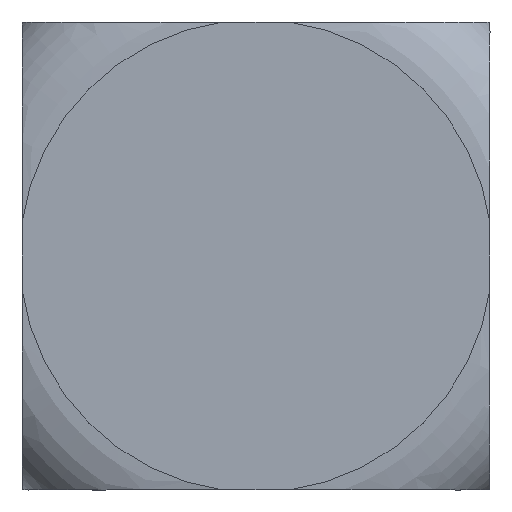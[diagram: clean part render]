
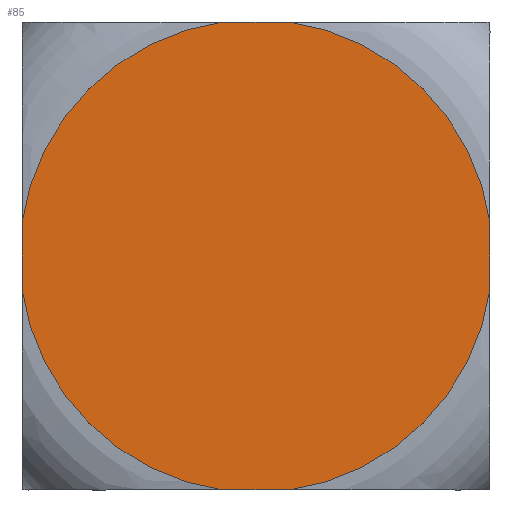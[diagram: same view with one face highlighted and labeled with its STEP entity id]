
A CAD part, left-side view. The second image highlights one B-rep face of the part: STEP entity #85.
In plain terms, the highlighted planar face has unit normal (-1, 0, 0).
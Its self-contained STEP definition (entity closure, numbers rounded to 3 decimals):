
#85 = ADVANCED_FACE( '', ( #171 ), #172, .F. );
#171 = FACE_OUTER_BOUND( '', #252, .T. );
#172 = PLANE( '', #253 );
#252 = EDGE_LOOP( '', ( #426, #427, #428, #429, #430, #431, #432, #433 ) );
#253 = AXIS2_PLACEMENT_3D( '', #434, #435, #436 );
#426 = ORIENTED_EDGE( '', *, *, #477, .F. );
#427 = ORIENTED_EDGE( '', *, *, #484, .F. );
#428 = ORIENTED_EDGE( '', *, *, #523, .F. );
#429 = ORIENTED_EDGE( '', *, *, #491, .F. );
#430 = ORIENTED_EDGE( '', *, *, #500, .F. );
#431 = ORIENTED_EDGE( '', *, *, #468, .F. );
#432 = ORIENTED_EDGE( '', *, *, #518, .F. );
#433 = ORIENTED_EDGE( '', *, *, #529, .F. );
#434 = CARTESIAN_POINT( '', ( 0., 0., 0. ) );
#435 = DIRECTION( '', ( 1., 0., 0. ) );
#436 = DIRECTION( '', ( 0., 0., -1. ) );
#468 = EDGE_CURVE( '', #546, #549, #550, .T. );
#477 = EDGE_CURVE( '', #563, #555, #565, .T. );
#484 = EDGE_CURVE( '', #573, #563, #575, .T. );
#491 = EDGE_CURVE( '', #585, #581, #587, .T. );
#500 = EDGE_CURVE( '', #549, #585, #600, .T. );
#518 = EDGE_CURVE( '', #624, #546, #626, .T. );
#523 = EDGE_CURVE( '', #581, #573, #631, .T. );
#529 = EDGE_CURVE( '', #555, #624, #638, .T. );
#546 = VERTEX_POINT( '', #657 );
#549 = VERTEX_POINT( '', #679 );
#550 = CIRCLE( '', #680, 9.09 );
#555 = VERTEX_POINT( '', #704 );
#563 = VERTEX_POINT( '', #734 );
#565 = LINE( '', #755, #756 );
#573 = VERTEX_POINT( '', #765 );
#575 = CIRCLE( '', #786, 9.09 );
#581 = VERTEX_POINT( '', #792 );
#585 = VERTEX_POINT( '', #815 );
#587 = CIRCLE( '', #836, 9.09 );
#600 = LINE( '', #854, #855 );
#624 = VERTEX_POINT( '', #882 );
#626 = LINE( '', #903, #904 );
#631 = LINE( '', #911, #912 );
#638 = CIRCLE( '', #919, 9.09 );
#657 = CARTESIAN_POINT( '', ( 0., -1.276, 9. ) );
#679 = CARTESIAN_POINT( '', ( 0., -9., 1.276 ) );
#680 = AXIS2_PLACEMENT_3D( '', #934, #935, #936 );
#704 = CARTESIAN_POINT( '', ( 0., 9., 1.276 ) );
#734 = CARTESIAN_POINT( '', ( 0., 9., -1.276 ) );
#755 = CARTESIAN_POINT( '', ( 0., 9., -9. ) );
#756 = VECTOR( '', #943, 1000. );
#765 = CARTESIAN_POINT( '', ( 0., 1.276, -9. ) );
#786 = AXIS2_PLACEMENT_3D( '', #951, #952, #953 );
#792 = CARTESIAN_POINT( '', ( 0., -1.276, -9. ) );
#815 = CARTESIAN_POINT( '', ( 0., -9., -1.276 ) );
#836 = AXIS2_PLACEMENT_3D( '', #960, #961, #962 );
#854 = CARTESIAN_POINT( '', ( 0., -9., 9. ) );
#855 = VECTOR( '', #971, 1000. );
#882 = CARTESIAN_POINT( '', ( 0., 1.276, 9. ) );
#903 = CARTESIAN_POINT( '', ( 0., 9., 9. ) );
#904 = VECTOR( '', #1002, 1000. );
#911 = CARTESIAN_POINT( '', ( 0., -9., -9. ) );
#912 = VECTOR( '', #1005, 1000. );
#919 = AXIS2_PLACEMENT_3D( '', #1009, #1010, #1011 );
#934 = CARTESIAN_POINT( '', ( 0., 0., 0. ) );
#935 = DIRECTION( '', ( 1., 0., 0. ) );
#936 = DIRECTION( '', ( 0., 0., -1. ) );
#943 = DIRECTION( '', ( 0., 0., 1. ) );
#951 = CARTESIAN_POINT( '', ( 0., 0., 0. ) );
#952 = DIRECTION( '', ( 1., 0., 0. ) );
#953 = DIRECTION( '', ( 0., 0., -1. ) );
#960 = CARTESIAN_POINT( '', ( 0., 0., 0. ) );
#961 = DIRECTION( '', ( 1., 0., 0. ) );
#962 = DIRECTION( '', ( 0., 0., -1. ) );
#971 = DIRECTION( '', ( 0., 0., -1. ) );
#1002 = DIRECTION( '', ( 0., -1., 0. ) );
#1005 = DIRECTION( '', ( 0., 1., 0. ) );
#1009 = CARTESIAN_POINT( '', ( 0., 0., 0. ) );
#1010 = DIRECTION( '', ( 1., 0., 0. ) );
#1011 = DIRECTION( '', ( 0., 0., -1. ) );
